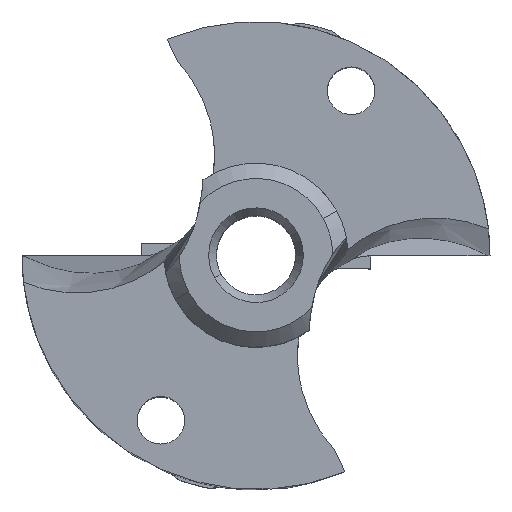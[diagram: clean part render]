
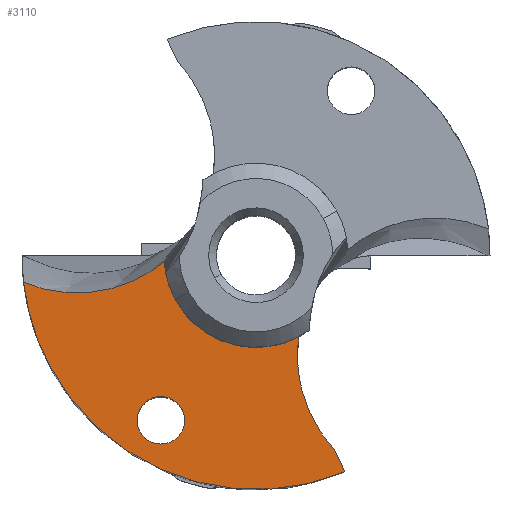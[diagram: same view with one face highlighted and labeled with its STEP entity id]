
A CAD part, top view. The second image highlights one B-rep face of the part: STEP entity #3110.
In plain terms, the highlighted planar face has unit normal (0, 0, 1).
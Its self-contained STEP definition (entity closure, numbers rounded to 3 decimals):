
#281=AXIS2_PLACEMENT_3D('Circle Axis2P3D',#279,#280,$) ;
#821=AXIS2_PLACEMENT_3D('Circle Axis2P3D',#819,#820,$) ;
#840=AXIS2_PLACEMENT_3D('Circle Axis2P3D',#838,#839,$) ;
#1931=AXIS2_PLACEMENT_3D('Circle Axis2P3D',#1929,#1930,$) ;
#2763=AXIS2_PLACEMENT_3D('Plane Axis2P3D',#2760,#2761,#2762) ;
#2942=AXIS2_PLACEMENT_3D('Circle Axis2P3D',#2940,#2941,$) ;
#3092=AXIS2_PLACEMENT_3D('Circle Axis2P3D',#3090,#3091,$) ;
#276=CARTESIAN_POINT('Vertex',(-13.383,-7.311,0.)) ;
#279=CARTESIAN_POINT('Axis2P3D Location',(0.,0.,0.)) ;
#283=CARTESIAN_POINT('Vertex',(-15.151,-1.734,0.)) ;
#449=CARTESIAN_POINT('Vertex',(5.111,-12.647,0.)) ;
#453=CARTESIAN_POINT('Control Point',(5.111,-12.647,0.)) ;
#454=CARTESIAN_POINT('Control Point',(5.247,-12.939,0.)) ;
#455=CARTESIAN_POINT('Control Point',(5.383,-13.231,0.)) ;
#456=CARTESIAN_POINT('Control Point',(5.519,-13.523,0.)) ;
#457=CARTESIAN_POINT('Control Point',(5.655,-13.815,0.)) ;
#458=CARTESIAN_POINT('Control Point',(5.792,-14.107,0.)) ;
#459=CARTESIAN_POINT('Vertex',(5.792,-14.107,0.)) ;
#614=CARTESIAN_POINT('Control Point',(-15.151,-1.734,0.)) ;
#615=CARTESIAN_POINT('Control Point',(-13.435,-2.472,0.)) ;
#616=CARTESIAN_POINT('Control Point',(-11.437,-2.793,0.)) ;
#617=CARTESIAN_POINT('Control Point',(-9.332,-2.493,0.)) ;
#618=CARTESIAN_POINT('Control Point',(-7.474,-1.62,0.)) ;
#619=CARTESIAN_POINT('Control Point',(-5.987,-0.388,0.)) ;
#620=CARTESIAN_POINT('Vertex',(-5.987,-0.388,0.)) ;
#816=CARTESIAN_POINT('Vertex',(-6.2,-9.189,0.)) ;
#819=CARTESIAN_POINT('Axis2P3D Location',(-6.2,-10.739,0.)) ;
#823=CARTESIAN_POINT('Vertex',(-6.2,-12.289,0.)) ;
#838=CARTESIAN_POINT('Axis2P3D Location',(-6.2,-10.739,0.)) ;
#877=CARTESIAN_POINT('Vertex',(2.733,-7.13,0.)) ;
#881=CARTESIAN_POINT('Control Point',(5.111,-12.647,0.)) ;
#882=CARTESIAN_POINT('Control Point',(4.082,-11.551,0.)) ;
#883=CARTESIAN_POINT('Control Point',(3.274,-10.188,0.)) ;
#884=CARTESIAN_POINT('Control Point',(2.828,-8.659,0.)) ;
#885=CARTESIAN_POINT('Control Point',(2.733,-7.13,0.)) ;
#1532=CARTESIAN_POINT('Vertex',(2.724,-6.17,0.)) ;
#1559=CARTESIAN_POINT('Vertex',(2.804,-5.304,0.)) ;
#1563=CARTESIAN_POINT('Control Point',(2.724,-6.17,0.)) ;
#1564=CARTESIAN_POINT('Control Point',(2.737,-5.879,0.)) ;
#1565=CARTESIAN_POINT('Control Point',(2.764,-5.59,0.)) ;
#1566=CARTESIAN_POINT('Control Point',(2.804,-5.304,0.)) ;
#1926=CARTESIAN_POINT('Vertex',(-5.265,-2.877,0.)) ;
#1929=CARTESIAN_POINT('Axis2P3D Location',(0.,0.,0.)) ;
#2760=CARTESIAN_POINT('Axis2P3D Location',(15.25,0.,0.)) ;
#2940=CARTESIAN_POINT('Axis2P3D Location',(0.,0.,0.)) ;
#3021=CARTESIAN_POINT('Control Point',(2.733,-7.13,0.)) ;
#3022=CARTESIAN_POINT('Control Point',(2.69,-6.814,0.)) ;
#3023=CARTESIAN_POINT('Control Point',(2.687,-6.491,0.)) ;
#3024=CARTESIAN_POINT('Control Point',(2.724,-6.17,0.)) ;
#3090=CARTESIAN_POINT('Axis2P3D Location',(0.,0.,0.)) ;
#280=DIRECTION('Axis2P3D Direction',(0.,0.,1.)) ;
#820=DIRECTION('Axis2P3D Direction',(-0.,0.,-1.)) ;
#839=DIRECTION('Axis2P3D Direction',(-0.,0.,-1.)) ;
#1930=DIRECTION('Axis2P3D Direction',(0.,0.,1.)) ;
#2761=DIRECTION('Axis2P3D Direction',(0.,0.,1.)) ;
#2762=DIRECTION('Axis2P3D XDirection',(1.,0.,0.)) ;
#2941=DIRECTION('Axis2P3D Direction',(0.,0.,1.)) ;
#3091=DIRECTION('Axis2P3D Direction',(0.,0.,1.)) ;
#3096=ORIENTED_EDGE('',*,*,#886,.T.) ;
#3097=ORIENTED_EDGE('',*,*,#3025,.T.) ;
#3098=ORIENTED_EDGE('',*,*,#1567,.T.) ;
#3099=ORIENTED_EDGE('',*,*,#1933,.F.) ;
#3100=ORIENTED_EDGE('',*,*,#2944,.F.) ;
#3101=ORIENTED_EDGE('',*,*,#622,.F.) ;
#3102=ORIENTED_EDGE('',*,*,#285,.T.) ;
#3103=ORIENTED_EDGE('',*,*,#3094,.T.) ;
#3104=ORIENTED_EDGE('',*,*,#461,.F.) ;
#3107=ORIENTED_EDGE('',*,*,#825,.T.) ;
#3108=ORIENTED_EDGE('',*,*,#842,.T.) ;
#3109=FACE_BOUND('',#3106,.T.) ;
#3110=ADVANCED_FACE('NOCUT',(#3105,#3109),#2764,.T.) ;
#452=B_SPLINE_CURVE_WITH_KNOTS('',5,(#453,#454,#455,#456,#457,#458),.UNSPECIFIED.,.F.,.U.,(6,6),(0.988,2.6),.UNSPECIFIED.) ;
#613=B_SPLINE_CURVE_WITH_KNOTS('',5,(#614,#615,#616,#617,#618,#619),.UNSPECIFIED.,.F.,.U.,(6,6),(0.159,13.88),.UNSPECIFIED.) ;
#880=B_SPLINE_CURVE_WITH_KNOTS('',4,(#881,#882,#883,#884,#885),.UNSPECIFIED.,.F.,.U.,(5,5),(3.699,12.263),.UNSPECIFIED.) ;
#1562=B_SPLINE_CURVE_WITH_KNOTS('',3,(#1563,#1564,#1565,#1566),.UNSPECIFIED.,.F.,.U.,(4,4),(13.609,14.84),.UNSPECIFIED.) ;
#3020=B_SPLINE_CURVE_WITH_KNOTS('',3,(#3021,#3022,#3023,#3024),.UNSPECIFIED.,.F.,.U.,(4,4),(1.711,3.084),.UNSPECIFIED.) ;
#282=CIRCLE('generated circle',#281,15.25) ;
#822=CIRCLE('generated circle',#821,1.55) ;
#841=CIRCLE('generated circle',#840,1.55) ;
#1932=CIRCLE('generated circle',#1931,6.) ;
#2943=CIRCLE('generated circle',#2942,6.) ;
#3093=CIRCLE('generated circle',#3092,15.25) ;
#285=EDGE_CURVE('',#284,#277,#282,.T.) ;
#461=EDGE_CURVE('',#450,#460,#452,.T.) ;
#622=EDGE_CURVE('',#284,#621,#613,.T.) ;
#825=EDGE_CURVE('',#824,#817,#822,.T.) ;
#842=EDGE_CURVE('',#817,#824,#841,.T.) ;
#886=EDGE_CURVE('',#450,#878,#880,.T.) ;
#1567=EDGE_CURVE('',#1533,#1560,#1562,.T.) ;
#1933=EDGE_CURVE('',#1927,#1560,#1932,.T.) ;
#2944=EDGE_CURVE('',#621,#1927,#2943,.T.) ;
#3025=EDGE_CURVE('',#878,#1533,#3020,.T.) ;
#3094=EDGE_CURVE('',#277,#460,#3093,.T.) ;
#3095=EDGE_LOOP('',(#3096,#3097,#3098,#3099,#3100,#3101,#3102,#3103,#3104)) ;
#3106=EDGE_LOOP('',(#3107,#3108)) ;
#3105=FACE_OUTER_BOUND('',#3095,.T.) ;
#2764=PLANE('',#2763) ;
#277=VERTEX_POINT('',#276) ;
#284=VERTEX_POINT('',#283) ;
#450=VERTEX_POINT('',#449) ;
#460=VERTEX_POINT('',#459) ;
#621=VERTEX_POINT('',#620) ;
#817=VERTEX_POINT('',#816) ;
#824=VERTEX_POINT('',#823) ;
#878=VERTEX_POINT('',#877) ;
#1533=VERTEX_POINT('',#1532) ;
#1560=VERTEX_POINT('',#1559) ;
#1927=VERTEX_POINT('',#1926) ;
